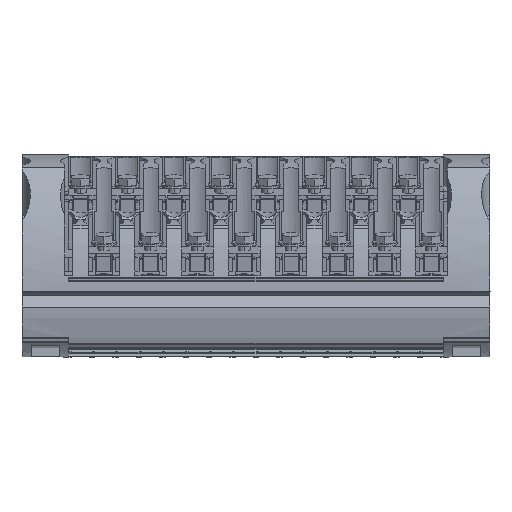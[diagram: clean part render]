
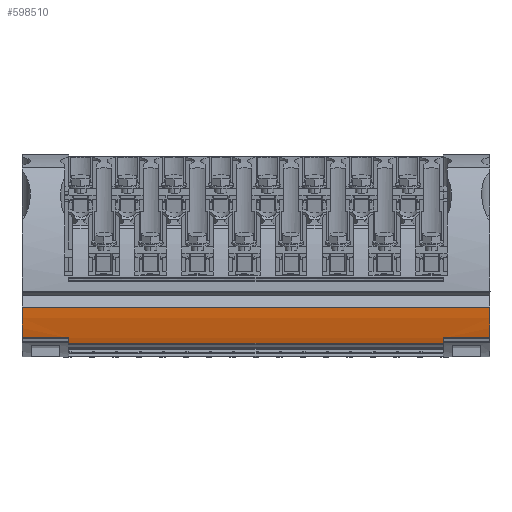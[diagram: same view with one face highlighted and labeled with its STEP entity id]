
A CAD part, front view. The second image highlights one B-rep face of the part: STEP entity #598510.
In plain terms, the highlighted cylindrical face has radius 50 mm (diameter 100 mm), a partial arc.
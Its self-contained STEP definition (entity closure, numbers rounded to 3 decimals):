
#2710=CARTESIAN_POINT('',(-88.275,21.76,
2.83));
#2720=VERTEX_POINT('',#2710);
#2750=CARTESIAN_POINT('',(-88.275,71.591,
6.938));
#2760=DIRECTION('',(1.,0.,0.));
#2770=DIRECTION('',(0.,-1.,0.));
#2780=AXIS2_PLACEMENT_3D('',#2750,#2760,#2770);
#2790=CIRCLE('',#2780,50.);
#2800=CARTESIAN_POINT('',(-88.275,23.811,
-7.797));
#2810=VERTEX_POINT('',#2800);
#2820=EDGE_CURVE('',#2720,#2810,#2790,.T.);
#61670=CARTESIAN_POINT('',(-71.975,24.375,
-9.516));
#61680=VERTEX_POINT('',#61670);
#62130=CARTESIAN_POINT('',(-71.975,23.811,
-7.797));
#62140=VERTEX_POINT('',#62130);
#62170=CARTESIAN_POINT('',(-71.975,71.591,
6.938));
#62180=DIRECTION('',(1.,0.,0.));
#62190=DIRECTION('',(0.,-1.,0.));
#62200=AXIS2_PLACEMENT_3D('',#62170,#62180,#62190);
#62210=CIRCLE('',#62200,50.);
#62220=EDGE_CURVE('',#62140,#61680,#62210,.T.);
#62890=CARTESIAN_POINT('',(-88.775,23.811,
-7.797));
#62900=DIRECTION('',(1.,0.,0.));
#62910=VECTOR('',#62900,1.);
#62920=LINE('',#62890,#62910);
#62930=EDGE_CURVE('',#2810,#62140,#62920,.T.);
#494740=CARTESIAN_POINT('',(74.725,23.811,
-7.797));
#494750=VERTEX_POINT('',#494740);
#494780=CARTESIAN_POINT('',(74.725,71.591,
6.938));
#494790=DIRECTION('',(1.,0.,0.));
#494800=DIRECTION('',(0.,-1.,0.));
#494810=AXIS2_PLACEMENT_3D('',#494780,#494790,#494800);
#494820=CIRCLE('',#494810,50.);
#494830=CARTESIAN_POINT('',(74.725,21.76,
2.83));
#494840=VERTEX_POINT('',#494830);
#494850=EDGE_CURVE('',#494840,#494750,#494820,.T.);
#499250=CARTESIAN_POINT('',(58.425,24.375,
-9.516));
#499260=VERTEX_POINT('',#499250);
#499290=CARTESIAN_POINT('',(58.425,71.591,
6.938));
#499300=DIRECTION('',(-1.,0.,0.));
#499310=DIRECTION('',(0.,-1.,0.));
#499320=AXIS2_PLACEMENT_3D('',#499290,#499300,#499310);
#499330=CIRCLE('',#499320,50.);
#499340=CARTESIAN_POINT('',(58.425,23.811,
-7.797));
#499350=VERTEX_POINT('',#499340);
#499360=EDGE_CURVE('',#499260,#499350,#499330,.T.);
#499530=CARTESIAN_POINT('',(-88.775,24.375,
-9.516));
#499540=DIRECTION('',(1.,0.,0.));
#499550=VECTOR('',#499540,1.);
#499560=LINE('',#499530,#499550);
#499570=EDGE_CURVE('',#61680,#499260,#499560,.T.);
#598260=CARTESIAN_POINT('',(-88.775,71.591,
6.938));
#598270=DIRECTION('',(1.,0.,0.));
#598280=DIRECTION('',(0.,-1.,0.));
#598290=AXIS2_PLACEMENT_3D('',#598260,#598270,#598280);
#598300=CYLINDRICAL_SURFACE('',#598290,50.);
#598310=ORIENTED_EDGE('',*,*,#499360,.T.);
#598320=ORIENTED_EDGE('',*,*,#499570,.T.);
#598330=ORIENTED_EDGE('',*,*,#62220,.T.);
#598340=ORIENTED_EDGE('',*,*,#62930,.T.);
#598350=ORIENTED_EDGE('',*,*,#2820,.T.);
#598360=CARTESIAN_POINT('',(-88.775,21.76,
2.83));
#598370=DIRECTION('',(1.,0.,0.));
#598380=VECTOR('',#598370,1.);
#598390=LINE('',#598360,#598380);
#598400=EDGE_CURVE('',#2720,#494840,#598390,.T.);
#598410=ORIENTED_EDGE('',*,*,#598400,.F.);
#598420=ORIENTED_EDGE('',*,*,#494850,.F.);
#598430=CARTESIAN_POINT('',(-88.775,23.811,
-7.797));
#598440=DIRECTION('',(1.,0.,0.));
#598450=VECTOR('',#598440,1.);
#598460=LINE('',#598430,#598450);
#598470=EDGE_CURVE('',#499350,#494750,#598460,.T.);
#598480=ORIENTED_EDGE('',*,*,#598470,.T.);
#598490=EDGE_LOOP('',(#598480,#598420,#598410,#598350,#598340,#598330,
#598320,#598310));
#598500=FACE_OUTER_BOUND('',#598490,.T.);
#598510=ADVANCED_FACE('',(#598500),#598300,.T.);
